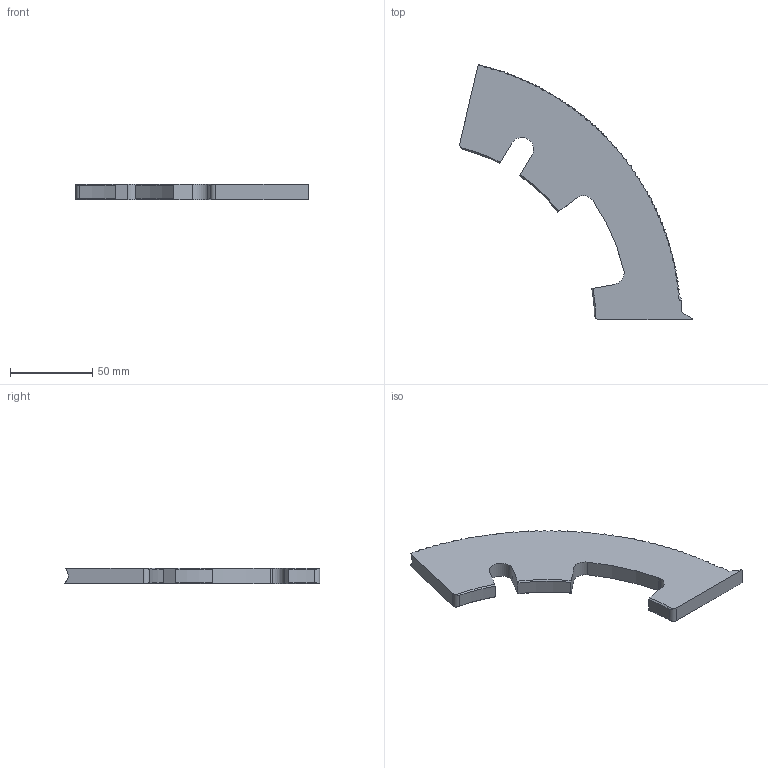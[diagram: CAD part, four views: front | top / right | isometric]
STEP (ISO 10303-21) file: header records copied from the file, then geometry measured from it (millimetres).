
FILE_DESCRIPTION (( 'STEP AP203' ), '1' );
FILE_NAME ('M35512-S.STEP', '2022-04-22T21:01:31', ( '' ), ( '' ), 'SwSTEP 2.0', 'SolidWorks 2020', '' );
FILE_SCHEMA (( 'CONFIG_CONTROL_DESIGN' ));
Length unit declared in the file: inch
Products named in the file (1): M35512-S
Bounding box: 141.59 x 155.53 x 9.49 mm (x, y, z)
Volume: 69750.5 mm3; surface area: 20842 mm2
Topology: 1 solids, 1 shells, 113 faces, 333 edges, 222 vertices
Faces by surface type: sphere 81, cylinder 13, plane 10, cone 6, torus 3
Entity records: 5296 total; most frequent: CARTESIAN_POINT 2206, ORIENTED_EDGE 666, DIRECTION 655, EDGE_CURVE 333, AXIS2_PLACEMENT_3D 308, VERTEX_POINT 222, CIRCLE 194, FACE_OUTER_BOUND 113
